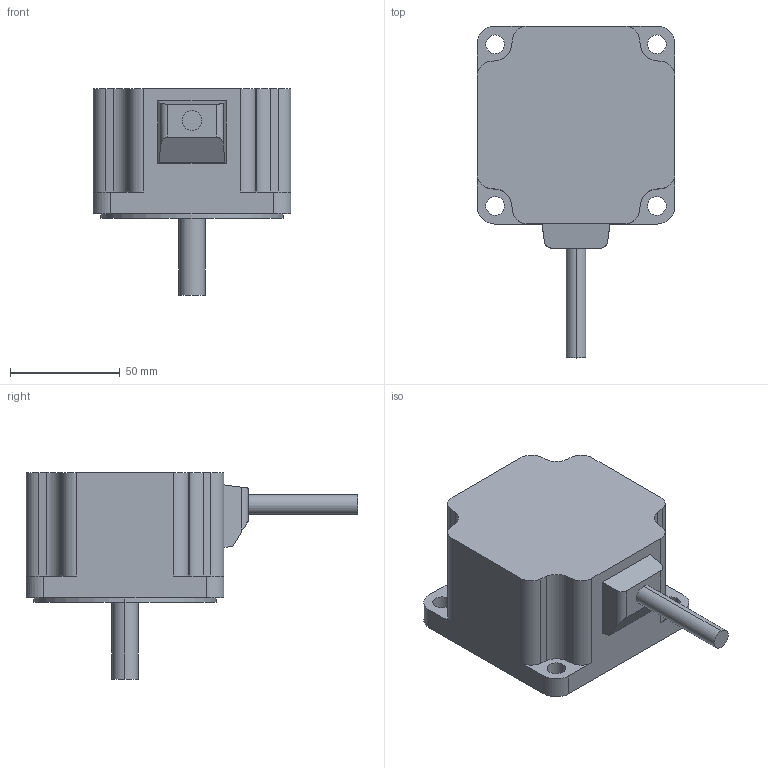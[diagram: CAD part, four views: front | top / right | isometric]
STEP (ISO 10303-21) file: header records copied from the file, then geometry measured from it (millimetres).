
FILE_DESCRIPTION (( 'STEP AP203' ), '1' );
FILE_NAME ('A1888-A.step', '2024-04-24T05:52:27', ( '' ), ( '' ), 'SwSTEP 2.0', 'SolidWorks 2023', '' );
FILE_SCHEMA (( 'CONFIG_CONTROL_DESIGN' ));
Length unit declared in the file: millimetre
Products named in the file (1): A1888-A
Bounding box: 90 x 151 x 94 mm (x, y, z)
Volume: 435600 mm3; surface area: 39390.3 mm2
Topology: 1 solids, 1 shells, 59 faces, 159 edges, 106 vertices
Faces by surface type: cylinder 32, plane 27
Entity records: 1966 total; most frequent: CARTESIAN_POINT 337, DIRECTION 335, ORIENTED_EDGE 318, EDGE_CURVE 159, AXIS2_PLACEMENT_3D 120, VERTEX_POINT 106, LINE 95, VECTOR 95
